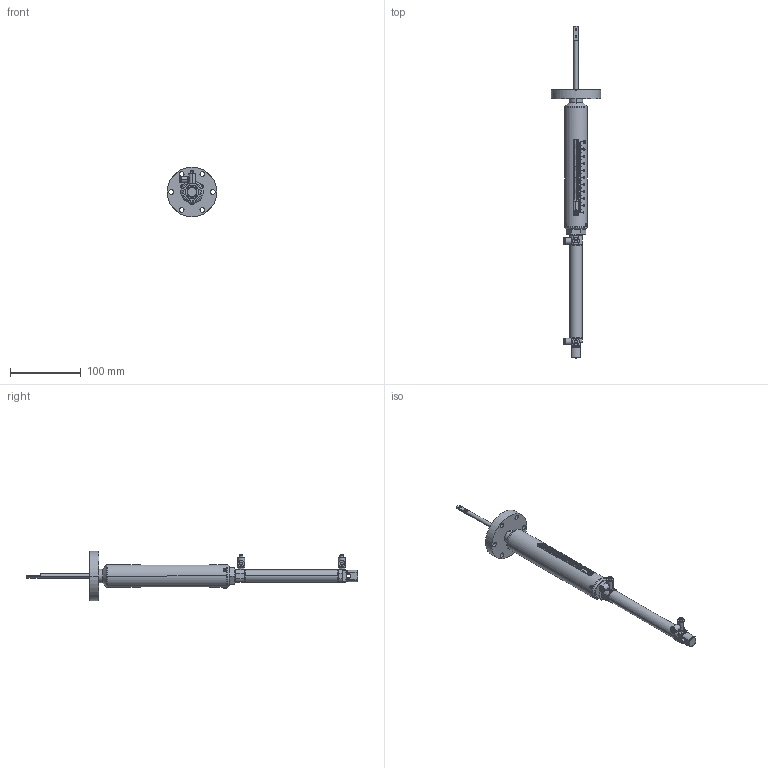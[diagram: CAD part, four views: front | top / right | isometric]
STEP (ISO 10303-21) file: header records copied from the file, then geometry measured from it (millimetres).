
FILE_DESCRIPTION (( 'STEP AP214' ), '1' );
FILE_NAME ('612-LD100-PM-C40-03.STEP', '2020-01-27T10:35:26', ( '' ), ( '' ), 'SwSTEP 2.0', 'SolidWorks 2017', '' );
FILE_SCHEMA (( 'AUTOMOTIVE_DESIGN' ));
Length unit declared in the file: millimetre
Products named in the file (21): 9612-CLD-8B; 906-XFM-X-X_906-XFM-06-10; 9612-CLD-21-W-X_Expand-Varia100; 9612-LD-CFB_DN40 CF; ISO 1207 - M2 x 5 --- 5N_ISO 1207 - M2 x 5 --- 5N; 9612-PM-CYL16-X-STD_Varia100; Washer DIN 125 - A 2.2_Washer DIN 125 - A 2.2; 9612-LD-PM-1A; 612-LD100-PM-C40-03; 9453-EWB-14-26_expand.; Zylinderschraube mit Innensechskant DIN 912_DIN 912 M2.5 x 8 --- 8N; 612-PM-CYL16-X-STD_Varia100-standard; 9612-LD-22; 9612-LD-3B; 9612-PM-ANS-M5-REGEL; 9612-CLD-17; Hexagon Thin Nut ISO 4035 - M16 - N_Hexagon Thin Nut ISO 4035 - M16 - N; 9453-EWB-14-26-X_9453-EWB-14-26-100; 9612-LD-4D-X_9612-LD-9-100; Sechskantmutter ISO 4032_Hexagon Nut ISO 4032 - M6 - D - C; 9612-LD-13-X_100mm CF
Assembly tree (186 placements, depth 4):
  612-LD100-PM-C40-03
    9612-CLD-21-W-X_Expand-Varia100
      9612-LD-3B
      9453-EWB-14-26-X_9453-EWB-14-26-100
        9453-EWB-14-26_expand.  x160
      9612-CLD-8B
    9612-LD-13-X_100mm CF
    9612-LD-4D-X_9612-LD-9-100
    9612-LD-22
    9612-LD-PM-1A
    906-XFM-X-X_906-XFM-06-10
    612-PM-CYL16-X-STD_Varia100-standard
      9612-PM-CYL16-X-STD_Varia100
      Hexagon Thin Nut ISO 4035 - M16 - N_Hexagon Thin Nut ISO 4035 - M16 - N
      Sechskantmutter ISO 4032_Hexagon Nut ISO 4032 - M6 - D - C
    9612-PM-ANS-M5-REGEL  x2
    9612-LD-CFB_DN40 CF
    Washer DIN 125 - A 2.2_Washer DIN 125 - A 2.2  x3
    ISO 1207 - M2 x 5 --- 5N_ISO 1207 - M2 x 5 --- 5N  x3
    9612-CLD-17  x2
    Zylinderschraube mit Innensechskant DIN 912_DIN 912 M2.5 x 8 --- 8N  x2
Bounding box: 69.9 x 468.89 x 69.9 mm (x, y, z)
Volume: 157954.2 mm3; surface area: 204589.5 mm2
Topology: 184 solids, 184 shells, 3372 faces, 7608 edges, 4600 vertices
Faces by surface type: cylinder 1146, plane 1079, cone 726, bspline 395, torus 26
Entity records: 126504 total; most frequent: CARTESIAN_POINT 80142, ORIENTED_EDGE 9600, DIRECTION 8369, EDGE_CURVE 4800, VERTEX_POINT 3161, AXIS2_PLACEMENT_3D 3120, EDGE_LOOP 2353, LINE 2129
